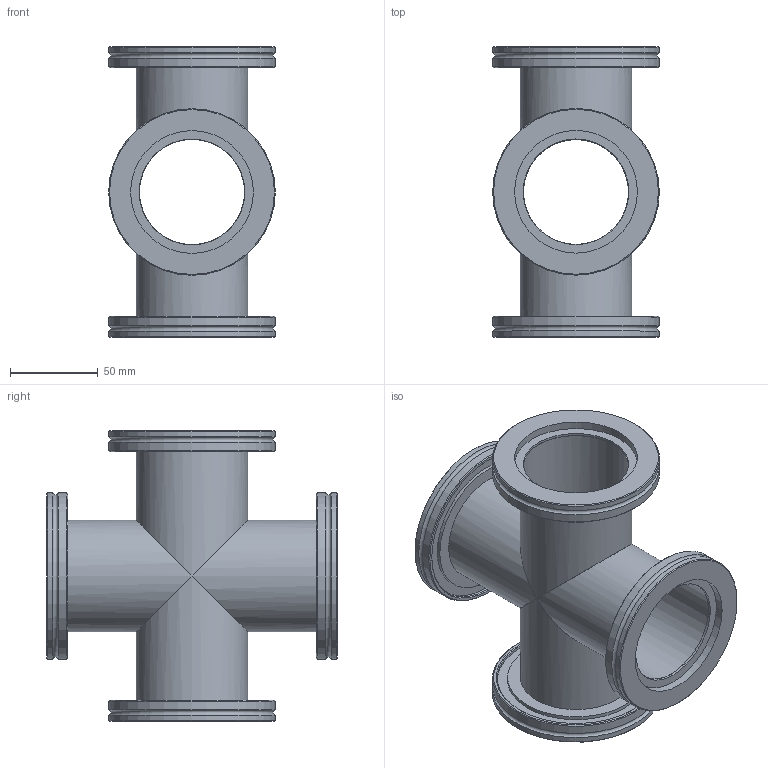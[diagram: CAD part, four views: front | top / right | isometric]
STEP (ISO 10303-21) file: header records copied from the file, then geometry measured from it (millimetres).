
FILE_DESCRIPTION(/* description */ (''),/* implementation_level */ '2;1');
FILE_NAME(/* name */ 'FL-4X63LF.stp',/* time_stamp */ '2019-01-25T15:47:35+00:00',/* author */ ('paul'),/* organization */ (''),/* preprocessor_version */ 'ST-DEVELOPER v17.2',/* originating_system */ 'Autodesk Inventor 2019',/* authorisation */ '');
FILE_SCHEMA (('AUTOMOTIVE_DESIGN { 1 0 10303 214 3 1 1 }'));
Length unit declared in the file: millimetre
Products named in the file (3): FL-4X25KF; Tube; FL-63LF-W
Assembly tree (8 placements, depth 2):
  FL-4X25KF
    Tube  x4
    FL-63LF-W  x4
Bounding box: 95 x 165.6 x 165.6 mm (x, y, z)
Volume: 237602.2 mm3; surface area: 155052.2 mm2
Topology: 8 solids, 8 shells, 88 faces, 216 edges, 156 vertices
Faces by surface type: plane 36, cylinder 36, cone 12, torus 4
Full cylindrical faces by diameter (mm): 60 x4, 60.2 x4, 63.5 x4, 63.7 x4, 70 x4, 78 x4, 90 x4, 95 x8
Entity records: 851 total; most frequent: DIRECTION 160, CARTESIAN_POINT 126, ORIENTED_EDGE 108, AXIS2_PLACEMENT_3D 73, EDGE_CURVE 54, VERTEX_POINT 39, CIRCLE 36, EDGE_LOOP 29
